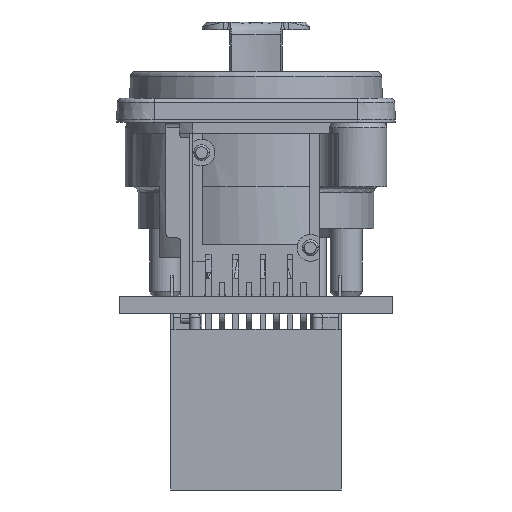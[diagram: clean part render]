
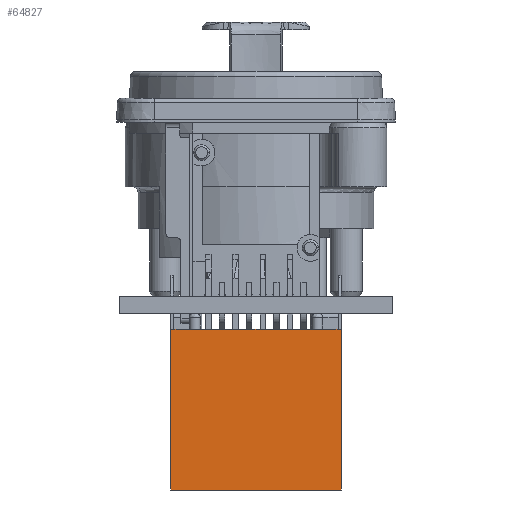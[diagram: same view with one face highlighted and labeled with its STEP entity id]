
A CAD part, front view. The second image highlights one B-rep face of the part: STEP entity #64827.
In plain terms, the highlighted planar face has unit normal (0, -1, 0).
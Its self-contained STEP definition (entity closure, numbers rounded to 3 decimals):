
#19956=DIRECTION('',(1.,0.,0.));
#19957=VECTOR('',#19956,2.235);
#19958=CARTESIAN_POINT('',(-7.95,-13.6,-24.1));
#19959=LINE('',#19958,#19957);
#20020=DIRECTION('',(1.,0.,0.));
#20021=VECTOR('',#20020,2.235);
#20022=CARTESIAN_POINT('',(5.715,-13.6,-24.1));
#20023=LINE('',#20022,#20021);
#20047=DIRECTION('',(1.,0.,0.));
#20048=VECTOR('',#20047,11.43);
#20049=CARTESIAN_POINT('',(-5.715,-13.6,-24.1));
#20050=LINE('',#20049,#20048);
#20165=DIRECTION('',(0.,0.,1.));
#20166=VECTOR('',#20165,15.);
#20167=CARTESIAN_POINT('',(7.95,-13.6,-39.1));
#20168=LINE('',#20167,#20166);
#20262=DIRECTION('',(1.,0.,0.));
#20263=VECTOR('',#20262,15.9);
#20264=CARTESIAN_POINT('',(-7.95,-13.6,-39.1));
#20265=LINE('',#20264,#20263);
#20326=DIRECTION('',(0.,0.,1.));
#20327=VECTOR('',#20326,15.);
#20328=CARTESIAN_POINT('',(-7.95,-13.6,-39.1));
#20329=LINE('',#20328,#20327);
#34294=CARTESIAN_POINT('',(-7.95,-13.6,-39.1));
#34296=VERTEX_POINT('',#34294);
#34297=CARTESIAN_POINT('',(7.95,-13.6,-39.1));
#34298=VERTEX_POINT('',#34297);
#34303=CARTESIAN_POINT('',(-7.95,-13.6,-24.1));
#34304=VERTEX_POINT('',#34303);
#34305=CARTESIAN_POINT('',(7.95,-13.6,-24.1));
#34306=VERTEX_POINT('',#34305);
#34506=CARTESIAN_POINT('',(-5.715,-13.6,-24.1));
#34508=VERTEX_POINT('',#34506);
#34512=CARTESIAN_POINT('',(5.715,-13.6,-24.1));
#34514=VERTEX_POINT('',#34512);
#64814=CARTESIAN_POINT('',(-7.95,-13.6,-39.1));
#64815=DIRECTION('',(0.,-1.,0.));
#64816=DIRECTION('',(1.,0.,0.));
#64817=AXIS2_PLACEMENT_3D('',#64814,#64815,#64816);
#64818=PLANE('',#64817);
#64819=ORIENTED_EDGE('',*,*,#64322,.T.);
#64820=ORIENTED_EDGE('',*,*,#64364,.T.);
#64821=ORIENTED_EDGE('',*,*,#64352,.T.);
#64822=ORIENTED_EDGE('',*,*,#64551,.F.);
#64823=ORIENTED_EDGE('',*,*,#64773,.F.);
#64824=ORIENTED_EDGE('',*,*,#64482,.T.);
#64825=EDGE_LOOP('',(#64819,#64820,#64821,#64822,#64823,#64824));
#64826=FACE_OUTER_BOUND('',#64825,.F.);
#64827=ADVANCED_FACE('',(#64826),#64818,.T.);
#64322=EDGE_CURVE('',#34304,#34508,#19959,.T.);
#64352=EDGE_CURVE('',#34514,#34306,#20023,.T.);
#64364=EDGE_CURVE('',#34508,#34514,#20050,.T.);
#64482=EDGE_CURVE('',#34296,#34304,#20329,.T.);
#64551=EDGE_CURVE('',#34298,#34306,#20168,.T.);
#64773=EDGE_CURVE('',#34296,#34298,#20265,.T.);
